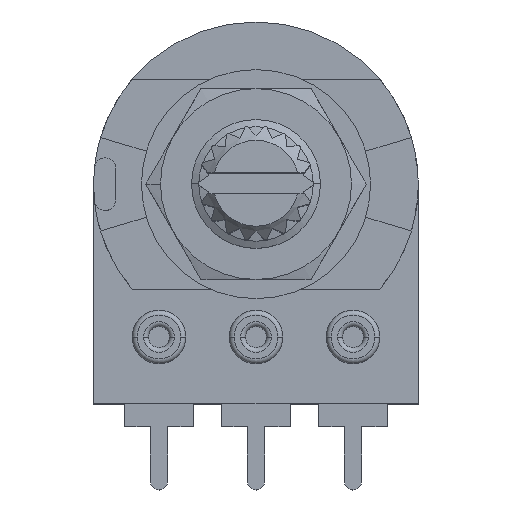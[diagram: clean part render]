
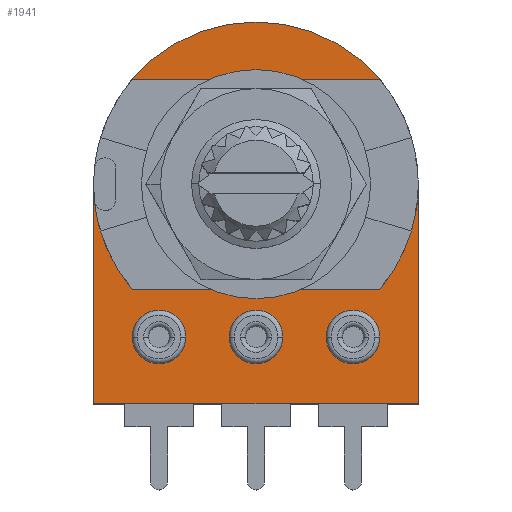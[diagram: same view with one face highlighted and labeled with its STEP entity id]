
A CAD part, top view. The second image highlights one B-rep face of the part: STEP entity #1941.
In plain terms, the highlighted planar face has unit normal (0, 0, 1).
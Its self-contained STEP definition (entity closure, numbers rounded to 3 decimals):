
#1800 = EDGE_CURVE ( 'NONE', #1877, #1801, #6733, .T. ) ;
#1801 = VERTEX_POINT ( 'NONE', #6728 ) ;
#1839 = EDGE_CURVE ( 'NONE', #1840, #1857, #6842, .T. ) ;
#1840 = VERTEX_POINT ( 'NONE', #6838 ) ;
#1846 = VERTEX_POINT ( 'NONE', #6831 ) ;
#1848 = EDGE_CURVE ( 'NONE', #1846, #1849, #6830, .T. ) ;
#1849 = VERTEX_POINT ( 'NONE', #6875 ) ;
#1855 = EDGE_CURVE ( 'NONE', #1856, #1857, #6916, .T. ) ;
#1856 = VERTEX_POINT ( 'NONE', #6908 ) ;
#1857 = VERTEX_POINT ( 'NONE', #6907 ) ;
#1861 = VERTEX_POINT ( 'NONE', #6901 ) ;
#1863 = EDGE_CURVE ( 'NONE', #1861, #1864, #6900, .T. ) ;
#1864 = VERTEX_POINT ( 'NONE', #6895 ) ;
#1877 = VERTEX_POINT ( 'NONE', #6964 ) ;
#1891 = EDGE_CURVE ( 'NONE', #1906, #1856, #6994, .T. ) ;
#1905 = EDGE_CURVE ( 'NONE', #1840, #1906, #7052, .T. ) ;
#1906 = VERTEX_POINT ( 'NONE', #7048 ) ;
#1926 = ORIENTED_EDGE ( 'NONE', *, *, #1927, .F. ) ;
#1927 = EDGE_CURVE ( 'NONE', #1849, #1846, #7066, .T. ) ;
#1928 = ORIENTED_EDGE ( 'NONE', *, *, #1848, .F. ) ;
#1929 = EDGE_LOOP ( 'NONE', ( #1930, #1931, #1932, #1933 ) ) ;
#1930 = ORIENTED_EDGE ( 'NONE', *, *, #1855, .F. ) ;
#1931 = ORIENTED_EDGE ( 'NONE', *, *, #1891, .F. ) ;
#1932 = ORIENTED_EDGE ( 'NONE', *, *, #1905, .F. ) ;
#1933 = ORIENTED_EDGE ( 'NONE', *, *, #1839, .T. ) ;
#1941 = ADVANCED_FACE ( 'NONE', ( #7099, #7094, #7093, #7092 ), #7133, .F. ) ;
#1942 = EDGE_LOOP ( 'NONE', ( #1943, #1945 ) ) ;
#1943 = ORIENTED_EDGE ( 'NONE', *, *, #1944, .F. ) ;
#1944 = EDGE_CURVE ( 'NONE', #1801, #1877, #7132, .T. ) ;
#1945 = ORIENTED_EDGE ( 'NONE', *, *, #1800, .F. ) ;
#1946 = EDGE_LOOP ( 'NONE', ( #1947, #1949 ) ) ;
#1947 = ORIENTED_EDGE ( 'NONE', *, *, #1948, .F. ) ;
#1948 = EDGE_CURVE ( 'NONE', #1864, #1861, #7123, .T. ) ;
#1949 = ORIENTED_EDGE ( 'NONE', *, *, #1863, .F. ) ;
#1950 = EDGE_LOOP ( 'NONE', ( #1926, #1928 ) ) ;
#6728 = CARTESIAN_POINT ( 'NONE',  ( 5.83, -8., -0.9 ) ) ;
#6729 = DIRECTION ( 'NONE',  ( 1., 0., 0. ) ) ;
#6730 = DIRECTION ( 'NONE',  ( 0., 0., 1. ) ) ;
#6731 = CARTESIAN_POINT ( 'NONE',  ( 5.08, -8., -0.9 ) ) ;
#6732 = AXIS2_PLACEMENT_3D ( 'NONE', #6731, #6730, #6729 ) ;
#6733 = CIRCLE ( 'NONE', #6732, 0.75 ) ;
#6830 = CIRCLE ( 'NONE', #6879, 0.75 ) ;
#6831 = CARTESIAN_POINT ( 'NONE',  ( -0.75, -8., -0.9 ) ) ;
#6838 = CARTESIAN_POINT ( 'NONE',  ( 8.5, -11.5, -0.9 ) ) ;
#6839 = DIRECTION ( 'NONE',  ( 0., 1., 0. ) ) ;
#6840 = VECTOR ( 'NONE', #6839, 1000. ) ;
#6841 = CARTESIAN_POINT ( 'NONE',  ( 8.5, -1.5, -0.9 ) ) ;
#6842 = LINE ( 'NONE', #6841, #6840 ) ;
#6875 = CARTESIAN_POINT ( 'NONE',  ( 0.75, -8., -0.9 ) ) ;
#6876 = DIRECTION ( 'NONE',  ( 1., 0., 0. ) ) ;
#6877 = DIRECTION ( 'NONE',  ( 0., 0., 1. ) ) ;
#6878 = CARTESIAN_POINT ( 'NONE',  ( 0., -8., -0.9 ) ) ;
#6879 = AXIS2_PLACEMENT_3D ( 'NONE', #6878, #6877, #6876 ) ;
#6895 = CARTESIAN_POINT ( 'NONE',  ( -4.33, -8., -0.9 ) ) ;
#6896 = DIRECTION ( 'NONE',  ( 1., 0., 0. ) ) ;
#6897 = DIRECTION ( 'NONE',  ( 0., 0., 1. ) ) ;
#6898 = CARTESIAN_POINT ( 'NONE',  ( -5.08, -8., -0.9 ) ) ;
#6899 = AXIS2_PLACEMENT_3D ( 'NONE', #6898, #6897, #6896 ) ;
#6900 = CIRCLE ( 'NONE', #6899, 0.75 ) ;
#6901 = CARTESIAN_POINT ( 'NONE',  ( -5.83, -8., -0.9 ) ) ;
#6907 = CARTESIAN_POINT ( 'NONE',  ( 8.5, 0., -0.9 ) ) ;
#6908 = CARTESIAN_POINT ( 'NONE',  ( -8.5, 0., -0.9 ) ) ;
#6909 = DIRECTION ( 'NONE',  ( -1., 0., 0. ) ) ;
#6910 = DIRECTION ( 'NONE',  ( 0., 0., -1. ) ) ;
#6911 = CARTESIAN_POINT ( 'NONE',  ( 0., 0., -0.9 ) ) ;
#6912 = AXIS2_PLACEMENT_3D ( 'NONE', #6911, #6910, #6909 ) ;
#6916 = CIRCLE ( 'NONE', #6912, 8.5 ) ;
#6964 = CARTESIAN_POINT ( 'NONE',  ( 4.33, -8., -0.9 ) ) ;
#6991 = DIRECTION ( 'NONE',  ( 0., 1., 0. ) ) ;
#6992 = VECTOR ( 'NONE', #6991, 1000. ) ;
#6993 = CARTESIAN_POINT ( 'NONE',  ( -8.5, -1.5, -0.9 ) ) ;
#6994 = LINE ( 'NONE', #6993, #6992 ) ;
#7048 = CARTESIAN_POINT ( 'NONE',  ( -8.5, -11.5, -0.9 ) ) ;
#7049 = DIRECTION ( 'NONE',  ( -1., 0., 0. ) ) ;
#7050 = VECTOR ( 'NONE', #7049, 1000. ) ;
#7051 = CARTESIAN_POINT ( 'NONE',  ( -20.558, -11.5, -0.9 ) ) ;
#7052 = LINE ( 'NONE', #7051, #7050 ) ;
#7059 = CARTESIAN_POINT ( 'NONE',  ( 0., -8., -0.9 ) ) ;
#7060 = AXIS2_PLACEMENT_3D ( 'NONE', #7059, #7118, #7117 ) ;
#7066 = CIRCLE ( 'NONE', #7060, 0.75 ) ;
#7092 = FACE_OUTER_BOUND ( 'NONE', #1929, .T. ) ;
#7093 = FACE_BOUND ( 'NONE', #1950, .T. ) ;
#7094 = FACE_BOUND ( 'NONE', #1946, .T. ) ;
#7099 = FACE_BOUND ( 'NONE', #1942, .T. ) ;
#7117 = DIRECTION ( 'NONE',  ( 1., 0., 0. ) ) ;
#7118 = DIRECTION ( 'NONE',  ( 0., 0., 1. ) ) ;
#7119 = DIRECTION ( 'NONE',  ( 1., 0., 0. ) ) ;
#7120 = DIRECTION ( 'NONE',  ( 0., 0., 1. ) ) ;
#7121 = CARTESIAN_POINT ( 'NONE',  ( -5.08, -8., -0.9 ) ) ;
#7122 = AXIS2_PLACEMENT_3D ( 'NONE', #7121, #7120, #7119 ) ;
#7123 = CIRCLE ( 'NONE', #7122, 0.75 ) ;
#7124 = DIRECTION ( 'NONE',  ( 1., 0., 0. ) ) ;
#7125 = DIRECTION ( 'NONE',  ( 0., 0., 1. ) ) ;
#7126 = CARTESIAN_POINT ( 'NONE',  ( 5.08, -8., -0.9 ) ) ;
#7127 = AXIS2_PLACEMENT_3D ( 'NONE', #7126, #7125, #7124 ) ;
#7128 = DIRECTION ( 'NONE',  ( -1., 0., 0. ) ) ;
#7129 = DIRECTION ( 'NONE',  ( 0., 0., -1. ) ) ;
#7130 = CARTESIAN_POINT ( 'NONE',  ( -20.558, -1.5, -0.9 ) ) ;
#7131 = AXIS2_PLACEMENT_3D ( 'NONE', #7130, #7129, #7128 ) ;
#7132 = CIRCLE ( 'NONE', #7127, 0.75 ) ;
#7133 = PLANE ( 'NONE',  #7131 ) ;
